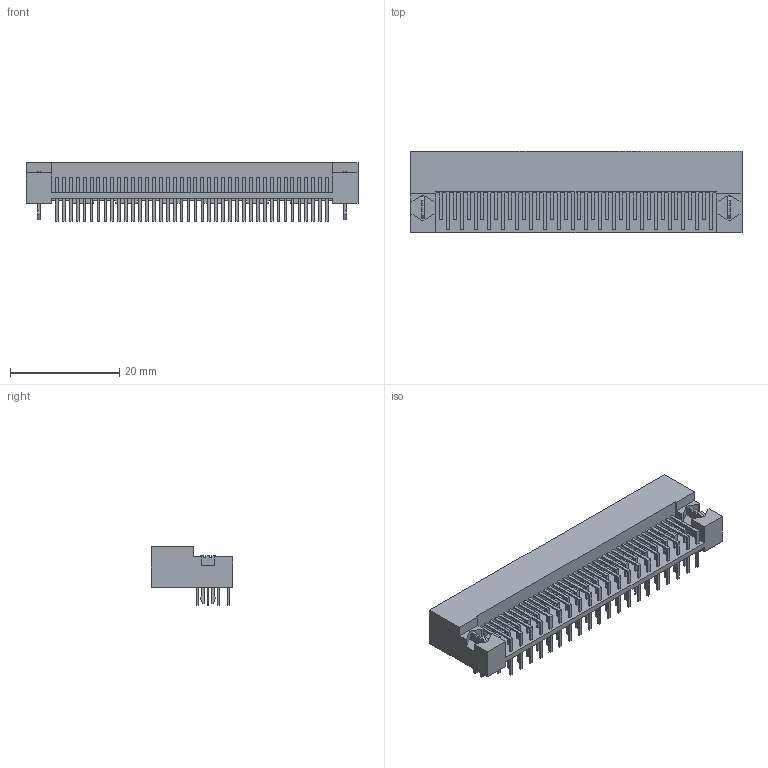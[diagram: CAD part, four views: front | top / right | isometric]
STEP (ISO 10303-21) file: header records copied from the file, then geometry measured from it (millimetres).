
FILE_DESCRIPTION((''),'2;1');
FILE_NAME('HIROSE_FX2-80P-1.27DSL(71).stp','2012-11-07T09:22:17',(''),(''),'Mechanical Desktop 2011','Mechanical Desktop 2011',', , ');
FILE_SCHEMA(('AUTOMOTIVE_DESIGN { 1 2 10303 214 1 1 1 1 }'));
Length unit declared in the file: millimetre
Products named in the file (1): Product
Bounding box: 60.85 x 15 x 10.8 mm (x, y, z)
Volume: 2705.4 mm3; surface area: 5893.7 mm2
Topology: 176 solids, 176 shells, 1317 faces, 2892 edges, 1928 vertices
Faces by surface type: bspline 720, plane 593, cylinder 4
Entity records: 35238 total; most frequent: CARTESIAN_POINT 8298, ORIENTED_EDGE 5784, DIRECTION 4096, EDGE_CURVE 2892, VECTOR 2884, LINE 2884, VERTEX_POINT 1928, EDGE_LOOP 1318
